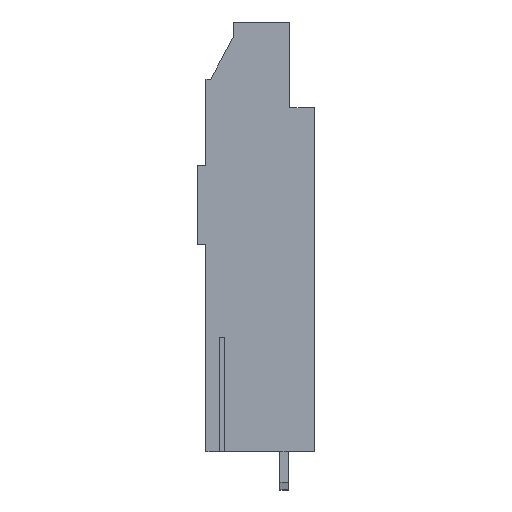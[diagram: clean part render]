
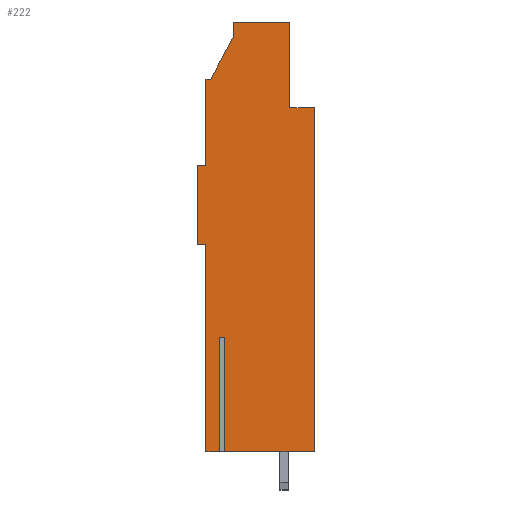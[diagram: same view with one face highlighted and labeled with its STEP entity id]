
A CAD part, top view. The second image highlights one B-rep face of the part: STEP entity #222.
In plain terms, the highlighted planar face has unit normal (0, 0, 1).
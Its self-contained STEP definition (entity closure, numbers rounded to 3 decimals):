
#222 = ADVANCED_FACE( '', ( #466 ), #467, .T. );
#466 = FACE_OUTER_BOUND( '', #728, .T. );
#467 = PLANE( '', #729 );
#728 = EDGE_LOOP( '', ( #1271, #1272, #1273, #1274, #1275, #1276, #1277, #1278, #1279, #1280, #1281, #1282, #1283, #1284, #1285, #1286, #1287 ) );
#729 = AXIS2_PLACEMENT_3D( '', #1288, #1289, #1290 );
#1271 = ORIENTED_EDGE( '', *, *, #1568, .T. );
#1272 = ORIENTED_EDGE( '', *, *, #1738, .T. );
#1273 = ORIENTED_EDGE( '', *, *, #1770, .F. );
#1274 = ORIENTED_EDGE( '', *, *, #1615, .F. );
#1275 = ORIENTED_EDGE( '', *, *, #1771, .F. );
#1276 = ORIENTED_EDGE( '', *, *, #1721, .F. );
#1277 = ORIENTED_EDGE( '', *, *, #1772, .F. );
#1278 = ORIENTED_EDGE( '', *, *, #1676, .F. );
#1279 = ORIENTED_EDGE( '', *, *, #1773, .F. );
#1280 = ORIENTED_EDGE( '', *, *, #1774, .F. );
#1281 = ORIENTED_EDGE( '', *, *, #1711, .F. );
#1282 = ORIENTED_EDGE( '', *, *, #1775, .F. );
#1283 = ORIENTED_EDGE( '', *, *, #1592, .F. );
#1284 = ORIENTED_EDGE( '', *, *, #1765, .F. );
#1285 = ORIENTED_EDGE( '', *, *, #1760, .F. );
#1286 = ORIENTED_EDGE( '', *, *, #1776, .F. );
#1287 = ORIENTED_EDGE( '', *, *, #1626, .F. );
#1288 = CARTESIAN_POINT( '', ( 11.35, -8.915, 15.24 ) );
#1289 = DIRECTION( '', ( 0., 0., 1. ) );
#1290 = DIRECTION( '', ( -1., 0., 0. ) );
#1568 = EDGE_CURVE( '', #1871, #1869, #1872, .T. );
#1592 = EDGE_CURVE( '', #1915, #1917, #1918, .T. );
#1615 = EDGE_CURVE( '', #1954, #1956, #1957, .T. );
#1626 = EDGE_CURVE( '', #1871, #1949, #1974, .T. );
#1676 = EDGE_CURVE( '', #2052, #2050, #2054, .T. );
#1711 = EDGE_CURVE( '', #2103, #2105, #2106, .T. );
#1721 = EDGE_CURVE( '', #2120, #2118, #2122, .T. );
#1738 = EDGE_CURVE( '', #1869, #2146, #2148, .T. );
#1760 = EDGE_CURVE( '', #2173, #2175, #2176, .T. );
#1765 = EDGE_CURVE( '', #2175, #1915, #2181, .T. );
#1770 = EDGE_CURVE( '', #1956, #2146, #2187, .T. );
#1771 = EDGE_CURVE( '', #2118, #1954, #2188, .T. );
#1772 = EDGE_CURVE( '', #2050, #2120, #2189, .T. );
#1773 = EDGE_CURVE( '', #2190, #2052, #2191, .T. );
#1774 = EDGE_CURVE( '', #2105, #2190, #2192, .T. );
#1775 = EDGE_CURVE( '', #1917, #2103, #2193, .T. );
#1776 = EDGE_CURVE( '', #1949, #2173, #2194, .T. );
#1869 = VERTEX_POINT( '', #2310 );
#1871 = VERTEX_POINT( '', #2313 );
#1872 = LINE( '', #2314, #2315 );
#1915 = VERTEX_POINT( '', #2376 );
#1917 = VERTEX_POINT( '', #2379 );
#1918 = LINE( '', #2380, #2381 );
#1949 = VERTEX_POINT( '', #2422 );
#1954 = VERTEX_POINT( '', #2429 );
#1956 = VERTEX_POINT( '', #2432 );
#1957 = LINE( '', #2433, #2434 );
#1974 = LINE( '', #2461, #2462 );
#2050 = VERTEX_POINT( '', #2565 );
#2052 = VERTEX_POINT( '', #2568 );
#2054 = LINE( '', #2571, #2572 );
#2103 = VERTEX_POINT( '', #2648 );
#2105 = VERTEX_POINT( '', #2651 );
#2106 = LINE( '', #2652, #2653 );
#2118 = VERTEX_POINT( '', #2670 );
#2120 = VERTEX_POINT( '', #2673 );
#2122 = LINE( '', #2676, #2677 );
#2146 = VERTEX_POINT( '', #2712 );
#2148 = LINE( '', #2715, #2716 );
#2173 = VERTEX_POINT( '', #2753 );
#2175 = VERTEX_POINT( '', #2756 );
#2176 = LINE( '', #2757, #2758 );
#2181 = LINE( '', #2765, #2766 );
#2187 = LINE( '', #2774, #2775 );
#2188 = LINE( '', #2776, #2777 );
#2189 = LINE( '', #2778, #2779 );
#2190 = VERTEX_POINT( '', #2780 );
#2191 = LINE( '', #2781, #2782 );
#2192 = LINE( '', #2783, #2784 );
#2193 = LINE( '', #2785, #2786 );
#2194 = LINE( '', #2787, #2788 );
#2310 = CARTESIAN_POINT( '', ( -0.85, 30., 15.24 ) );
#2313 = CARTESIAN_POINT( '', ( 0., 30., 15.24 ) );
#2314 = CARTESIAN_POINT( '', ( -17.35, 30., 15.24 ) );
#2315 = VECTOR( '', #2892, 1000. );
#2376 = CARTESIAN_POINT( '', ( 2.9, 45., 15.24 ) );
#2379 = CARTESIAN_POINT( '', ( 8.8, 45., 15.24 ) );
#2380 = CARTESIAN_POINT( '', ( -17.35, 45., 15.24 ) );
#2381 = VECTOR( '', #2921, 1000. );
#2422 = CARTESIAN_POINT( '', ( 0., 39., 15.24 ) );
#2429 = CARTESIAN_POINT( '', ( 0., 0., 15.24 ) );
#2432 = CARTESIAN_POINT( '', ( 0., 21.7, 15.24 ) );
#2433 = CARTESIAN_POINT( '', ( 0., 0., 15.24 ) );
#2434 = VECTOR( '', #2947, 1000. );
#2461 = CARTESIAN_POINT( '', ( 0., 0., 15.24 ) );
#2462 = VECTOR( '', #2958, 1000. );
#2565 = CARTESIAN_POINT( '', ( 1.954, 12., 15.24 ) );
#2568 = CARTESIAN_POINT( '', ( 1.954, 0., 15.24 ) );
#2571 = CARTESIAN_POINT( '', ( 1.954, 0., 15.24 ) );
#2572 = VECTOR( '', #3006, 1000. );
#2648 = CARTESIAN_POINT( '', ( 8.8, 36., 15.24 ) );
#2651 = CARTESIAN_POINT( '', ( 11.35, 36., 15.24 ) );
#2652 = CARTESIAN_POINT( '', ( -17.35, 36., 15.24 ) );
#2653 = VECTOR( '', #3035, 1000. );
#2670 = CARTESIAN_POINT( '', ( 1.446, 0., 15.24 ) );
#2673 = CARTESIAN_POINT( '', ( 1.446, 12., 15.24 ) );
#2676 = CARTESIAN_POINT( '', ( 1.446, 0., 15.24 ) );
#2677 = VECTOR( '', #3043, 1000. );
#2712 = CARTESIAN_POINT( '', ( -0.85, 21.7, 15.24 ) );
#2715 = CARTESIAN_POINT( '', ( -0.85, 0., 15.24 ) );
#2716 = VECTOR( '', #3056, 1000. );
#2753 = CARTESIAN_POINT( '', ( 0.5, 39., 15.24 ) );
#2756 = CARTESIAN_POINT( '', ( 2.9, 43.5, 15.24 ) );
#2757 = CARTESIAN_POINT( '', ( -20.3, 0., 15.24 ) );
#2758 = VECTOR( '', #3070, 1000. );
#2765 = CARTESIAN_POINT( '', ( 2.9, 0., 15.24 ) );
#2766 = VECTOR( '', #3073, 1000. );
#2774 = CARTESIAN_POINT( '', ( -17.35, 21.7, 15.24 ) );
#2775 = VECTOR( '', #3076, 1000. );
#2776 = CARTESIAN_POINT( '', ( -17.35, 0., 15.24 ) );
#2777 = VECTOR( '', #3077, 1000. );
#2778 = CARTESIAN_POINT( '', ( -17.35, 12., 15.24 ) );
#2779 = VECTOR( '', #3078, 1000. );
#2780 = CARTESIAN_POINT( '', ( 11.35, 0., 15.24 ) );
#2781 = CARTESIAN_POINT( '', ( -17.35, 0., 15.24 ) );
#2782 = VECTOR( '', #3079, 1000. );
#2783 = CARTESIAN_POINT( '', ( 11.35, 0., 15.24 ) );
#2784 = VECTOR( '', #3080, 1000. );
#2785 = CARTESIAN_POINT( '', ( 8.8, 0., 15.24 ) );
#2786 = VECTOR( '', #3081, 1000. );
#2787 = CARTESIAN_POINT( '', ( -17.35, 39., 15.24 ) );
#2788 = VECTOR( '', #3082, 1000. );
#2892 = DIRECTION( '', ( -1., 0., 0. ) );
#2921 = DIRECTION( '', ( 1., 0., 0. ) );
#2947 = DIRECTION( '', ( 0., 1., 0. ) );
#2958 = DIRECTION( '', ( 0., 1., 0. ) );
#3006 = DIRECTION( '', ( 0., 1., 0. ) );
#3035 = DIRECTION( '', ( 1., 0., 0. ) );
#3043 = DIRECTION( '', ( 0., -1., 0. ) );
#3056 = DIRECTION( '', ( 0., -1., 0. ) );
#3070 = DIRECTION( '', ( 0.471, 0.882, 0. ) );
#3073 = DIRECTION( '', ( 0., 1., 0. ) );
#3076 = DIRECTION( '', ( -1., 0., 0. ) );
#3077 = DIRECTION( '', ( -1., 0., 0. ) );
#3078 = DIRECTION( '', ( -1., 0., 0. ) );
#3079 = DIRECTION( '', ( -1., 0., 0. ) );
#3080 = DIRECTION( '', ( 0., -1., 0. ) );
#3081 = DIRECTION( '', ( 0., -1., 0. ) );
#3082 = DIRECTION( '', ( 1., 0., 0. ) );
